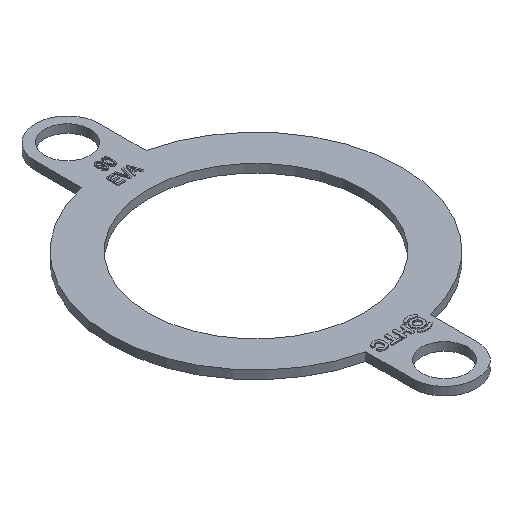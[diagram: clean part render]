
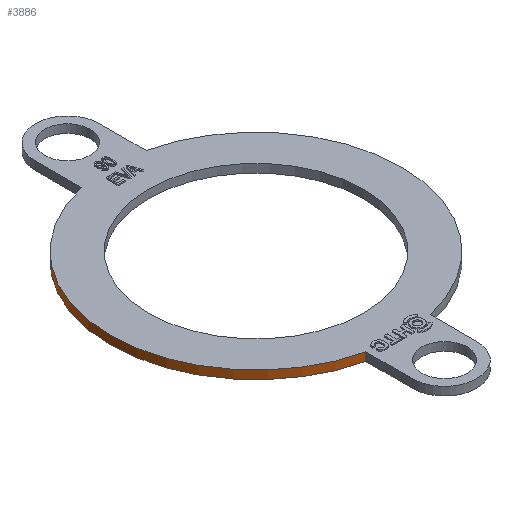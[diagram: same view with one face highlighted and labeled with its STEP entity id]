
A CAD part, isometric view. The second image highlights one B-rep face of the part: STEP entity #3886.
In plain terms, the highlighted cylindrical face has radius 61 mm (diameter 122 mm), a partial arc.
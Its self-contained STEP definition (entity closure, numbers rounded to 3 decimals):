
#21=CIRCLE('',#4015,61.);
#22=CIRCLE('',#4016,61.);
#32=CYLINDRICAL_SURFACE('',#4014,61.);
#558=LINE('',#7343,#889);
#562=LINE('',#7356,#893);
#889=VECTOR('',#4556,10.);
#893=VECTOR('',#4570,10.);
#1169=FACE_OUTER_BOUND('',#1381,.T.);
#1381=EDGE_LOOP('',(#3399,#3400,#3401,#3402));
#1866=VERTEX_POINT('',#7341);
#1867=VERTEX_POINT('',#7342);
#1870=VERTEX_POINT('',#7353);
#1871=VERTEX_POINT('',#7355);
#2430=EDGE_CURVE('',#1866,#1867,#558,.T.);
#2436=EDGE_CURVE('',#1867,#1870,#21,.T.);
#2437=EDGE_CURVE('',#1870,#1871,#562,.T.);
#2438=EDGE_CURVE('',#1866,#1871,#22,.T.);
#3399=ORIENTED_EDGE('',*,*,#2430,.T.);
#3400=ORIENTED_EDGE('',*,*,#2436,.T.);
#3401=ORIENTED_EDGE('',*,*,#2437,.T.);
#3402=ORIENTED_EDGE('',*,*,#2438,.F.);
#3886=ADVANCED_FACE('',(#1169),#32,.T.);
#4014=AXIS2_PLACEMENT_3D('',#7352,#4566,#4567);
#4015=AXIS2_PLACEMENT_3D('',#7354,#4568,#4569);
#4016=AXIS2_PLACEMENT_3D('',#7357,#4571,#4572);
#4556=DIRECTION('',(0.,0.,-1.));
#4566=DIRECTION('center_axis',(0.,0.,1.));
#4567=DIRECTION('ref_axis',(-1.,0.,0.));
#4568=DIRECTION('center_axis',(0.,0.,1.));
#4569=DIRECTION('ref_axis',(1.,0.,0.));
#4570=DIRECTION('',(0.,0.,1.));
#4571=DIRECTION('center_axis',(0.,0.,1.));
#4572=DIRECTION('ref_axis',(1.,0.,0.));
#7341=CARTESIAN_POINT('',(-13.508,59.486,3.5));
#7342=CARTESIAN_POINT('',(-13.508,59.486,0.));
#7343=CARTESIAN_POINT('',(-13.508,59.486,0.));
#7352=CARTESIAN_POINT('Origin',(0.,0.,0.));
#7353=CARTESIAN_POINT('',(-13.508,-59.486,0.));
#7354=CARTESIAN_POINT('Origin',(0.,0.,0.));
#7355=CARTESIAN_POINT('',(-13.508,-59.486,3.5));
#7356=CARTESIAN_POINT('',(-13.508,-59.486,0.));
#7357=CARTESIAN_POINT('Origin',(0.,0.,3.5));
